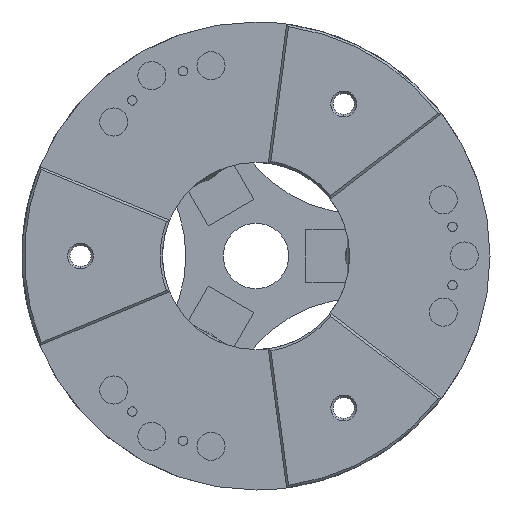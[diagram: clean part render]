
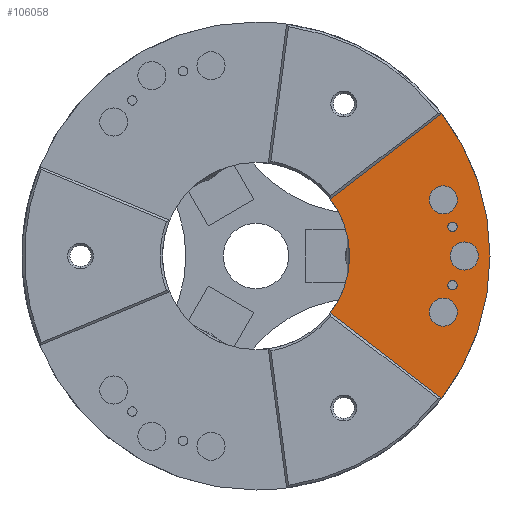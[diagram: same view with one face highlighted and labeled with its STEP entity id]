
A CAD part, front view. The second image highlights one B-rep face of the part: STEP entity #106058.
In plain terms, the highlighted planar face has unit normal (0, -1, 0).
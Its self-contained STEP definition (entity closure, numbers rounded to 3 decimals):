
#586 = FACE_OUTER_BOUND ( 'NONE', #111360, .T. ) ;
#1650 = PLANE ( 'NONE',  #14023 ) ;
#3727 = AXIS2_PLACEMENT_3D ( 'NONE', #80085, #207934, #108931 ) ;
#3759 = DIRECTION ( 'NONE',  ( 0., 0., -1. ) ) ;
#4392 = EDGE_CURVE ( 'NONE', #209036, #209539, #159178, .T. ) ;
#6195 = EDGE_CURVE ( 'NONE', #209036, #89981, #22360, .T. ) ;
#7079 = EDGE_LOOP ( 'NONE', ( #200894, #203559 ) ) ;
#14023 = AXIS2_PLACEMENT_3D ( 'NONE', #194379, #111312, #177340 ) ;
#14447 = FACE_BOUND ( 'NONE', #107781, .T. ) ;
#15229 = AXIS2_PLACEMENT_3D ( 'NONE', #209186, #128242, #33439 ) ;
#15508 = ORIENTED_EDGE ( 'NONE', *, *, #142512, .T. ) ;
#18197 = ORIENTED_EDGE ( 'NONE', *, *, #6195, .T. ) ;
#20161 = CIRCLE ( 'NONE', #139192, 1. ) ;
#22359 = DIRECTION ( 'NONE',  ( 0., 1., 0. ) ) ;
#22360 = LINE ( 'NONE', #168247, #82065 ) ;
#27388 = CARTESIAN_POINT ( 'NONE',  ( 0., 0.5, 0. ) ) ;
#27851 = ORIENTED_EDGE ( 'NONE', *, *, #111744, .T. ) ;
#30892 = CARTESIAN_POINT ( 'NONE',  ( 0., 0.5, 0. ) ) ;
#31206 = VERTEX_POINT ( 'NONE', #120172 ) ;
#32840 = CARTESIAN_POINT ( 'NONE',  ( 40., 0.5, 15. ) ) ;
#33439 = DIRECTION ( 'NONE',  ( 0., 0., -1. ) ) ;
#36449 = VERTEX_POINT ( 'NONE', #173897 ) ;
#38780 = AXIS2_PLACEMENT_3D ( 'NONE', #82414, #39482, #129336 ) ;
#39482 = DIRECTION ( 'NONE',  ( 0., 1., 0. ) ) ;
#39727 = DIRECTION ( 'NONE',  ( 0., 0., -1. ) ) ;
#41209 = AXIS2_PLACEMENT_3D ( 'NONE', #84121, #22359, #85160 ) ;
#43918 = CARTESIAN_POINT ( 'NONE',  ( 0., 0.5, 0. ) ) ;
#44246 = DIRECTION ( 'NONE',  ( 0., 1., 0. ) ) ;
#47063 = ORIENTED_EDGE ( 'NONE', *, *, #4392, .F. ) ;
#51954 = ORIENTED_EDGE ( 'NONE', *, *, #177798, .T. ) ;
#53577 = CARTESIAN_POINT ( 'NONE',  ( 42., 0.5, -6.25 ) ) ;
#54633 = DIRECTION ( 'NONE',  ( 0., 1., 0. ) ) ;
#60935 = DIRECTION ( 'NONE',  ( 0., 0., -1. ) ) ;
#64955 = VERTEX_POINT ( 'NONE', #162968 ) ;
#65468 = VERTEX_POINT ( 'NONE', #154845 ) ;
#66515 = FACE_BOUND ( 'NONE', #185531, .T. ) ;
#68011 = DIRECTION ( 'NONE',  ( 0., 1., 0. ) ) ;
#68146 = VERTEX_POINT ( 'NONE', #179629 ) ;
#68593 = CARTESIAN_POINT ( 'NONE',  ( 15.867, 0.5, -12.175 ) ) ;
#71909 = ORIENTED_EDGE ( 'NONE', *, *, #145783, .T. ) ;
#76162 = CIRCLE ( 'NONE', #38780, 3. ) ;
#77754 = EDGE_CURVE ( 'NONE', #64955, #209539, #173249, .T. ) ;
#79058 = CARTESIAN_POINT ( 'NONE',  ( 42., 0.5, 6.25 ) ) ;
#80085 = CARTESIAN_POINT ( 'NONE',  ( 42., 0.5, -6.25 ) ) ;
#81468 = DIRECTION ( 'NONE',  ( 0., 1., 0. ) ) ;
#82065 = VECTOR ( 'NONE', #118162, 1000. ) ;
#82414 = CARTESIAN_POINT ( 'NONE',  ( 44.5, 0.5, 0. ) ) ;
#83421 = ORIENTED_EDGE ( 'NONE', *, *, #77754, .T. ) ;
#84121 = CARTESIAN_POINT ( 'NONE',  ( 40., 0.5, 12. ) ) ;
#84739 = CIRCLE ( 'NONE', #162940, 3. ) ;
#85160 = DIRECTION ( 'NONE',  ( 0., 0., -1. ) ) ;
#89981 = VERTEX_POINT ( 'NONE', #108846 ) ;
#91135 = CARTESIAN_POINT ( 'NONE',  ( 42., 0.5, 6.25 ) ) ;
#92340 = ORIENTED_EDGE ( 'NONE', *, *, #135662, .T. ) ;
#95006 = AXIS2_PLACEMENT_3D ( 'NONE', #101648, #81468, #3759 ) ;
#95698 = CARTESIAN_POINT ( 'NONE',  ( 40., 0.5, 9. ) ) ;
#97931 = DIRECTION ( 'NONE',  ( 0., -1., 0. ) ) ;
#99639 = ORIENTED_EDGE ( 'NONE', *, *, #127283, .T. ) ;
#101050 = CARTESIAN_POINT ( 'NONE',  ( 42., 0.5, 5.25 ) ) ;
#101648 = CARTESIAN_POINT ( 'NONE',  ( 40., 0.5, -12. ) ) ;
#103855 = DIRECTION ( 'NONE',  ( 0., 0., -1. ) ) ;
#105300 = EDGE_CURVE ( 'NONE', #146490, #65468, #160102, .T. ) ;
#106058 = ADVANCED_FACE ( 'NONE', ( #586, #178402, #14447, #196492, #147520, #66515 ), #1650, .T. ) ;
#107676 = EDGE_CURVE ( 'NONE', #166557, #195607, #173749, .T. ) ;
#107781 = EDGE_LOOP ( 'NONE', ( #202647, #51954 ) ) ;
#108846 = CARTESIAN_POINT ( 'NONE',  ( 39.668, 0.5, -30.438 ) ) ;
#108904 = DIRECTION ( 'NONE',  ( 0., -1., 0. ) ) ;
#108931 = DIRECTION ( 'NONE',  ( 0., 0., -1. ) ) ;
#111312 = DIRECTION ( 'NONE',  ( 0., -1., 0. ) ) ;
#111360 = EDGE_LOOP ( 'NONE', ( #18197, #71909, #83421, #47063 ) ) ;
#111744 = EDGE_CURVE ( 'NONE', #68146, #144496, #117185, .T. ) ;
#114525 = EDGE_CURVE ( 'NONE', #31206, #178261, #183699, .T. ) ;
#117102 = ORIENTED_EDGE ( 'NONE', *, *, #173396, .T. ) ;
#117185 = CIRCLE ( 'NONE', #15229, 3. ) ;
#118162 = DIRECTION ( 'NONE',  ( 0.793, 0., -0.609 ) ) ;
#119819 = CARTESIAN_POINT ( 'NONE',  ( 40., 0.5, 12. ) ) ;
#120172 = CARTESIAN_POINT ( 'NONE',  ( 42., 0.5, 7.25 ) ) ;
#122054 = EDGE_LOOP ( 'NONE', ( #117102, #15508 ) ) ;
#122439 = AXIS2_PLACEMENT_3D ( 'NONE', #79058, #68011, #136187 ) ;
#122995 = VERTEX_POINT ( 'NONE', #179690 ) ;
#127283 = EDGE_CURVE ( 'NONE', #144496, #68146, #76162, .T. ) ;
#128242 = DIRECTION ( 'NONE',  ( 0., 1., 0. ) ) ;
#129336 = DIRECTION ( 'NONE',  ( 0., 0., -1. ) ) ;
#133185 = VECTOR ( 'NONE', #157293, 1000. ) ;
#135331 = AXIS2_PLACEMENT_3D ( 'NONE', #30892, #97931, #158697 ) ;
#135662 = EDGE_CURVE ( 'NONE', #195607, #166557, #84739, .T. ) ;
#136187 = DIRECTION ( 'NONE',  ( 0., 0., -1. ) ) ;
#136281 = EDGE_CURVE ( 'NONE', #65468, #146490, #20161, .T. ) ;
#137707 = DIRECTION ( 'NONE',  ( 0., 0., -1. ) ) ;
#138817 = CARTESIAN_POINT ( 'NONE',  ( 42., 0.5, -7.25 ) ) ;
#139192 = AXIS2_PLACEMENT_3D ( 'NONE', #53577, #54633, #39727 ) ;
#139195 = CARTESIAN_POINT ( 'NONE',  ( 44.5, 0.5, 3. ) ) ;
#140485 = EDGE_LOOP ( 'NONE', ( #168003, #92340 ) ) ;
#140871 = CARTESIAN_POINT ( 'NONE',  ( 15.867, 0.5, 12.175 ) ) ;
#140873 = DIRECTION ( 'NONE',  ( 0., 1., 0. ) ) ;
#142512 = EDGE_CURVE ( 'NONE', #122995, #36449, #156285, .T. ) ;
#144496 = VERTEX_POINT ( 'NONE', #139195 ) ;
#145783 = EDGE_CURVE ( 'NONE', #89981, #64955, #170388, .T. ) ;
#146490 = VERTEX_POINT ( 'NONE', #138817 ) ;
#147520 = FACE_BOUND ( 'NONE', #122054, .T. ) ;
#151000 = CIRCLE ( 'NONE', #171353, 3. ) ;
#153373 = AXIS2_PLACEMENT_3D ( 'NONE', #43918, #108904, #60935 ) ;
#154845 = CARTESIAN_POINT ( 'NONE',  ( 42., 0.5, -5.25 ) ) ;
#156285 = CIRCLE ( 'NONE', #95006, 3. ) ;
#156812 = CARTESIAN_POINT ( 'NONE',  ( 40., 0.5, -12. ) ) ;
#157293 = DIRECTION ( 'NONE',  ( -0.793, 0., -0.609 ) ) ;
#158697 = DIRECTION ( 'NONE',  ( 0., 0., -1. ) ) ;
#159178 = CIRCLE ( 'NONE', #135331, 20. ) ;
#160102 = CIRCLE ( 'NONE', #3727, 1. ) ;
#162276 = AXIS2_PLACEMENT_3D ( 'NONE', #91135, #44246, #173129 ) ;
#162940 = AXIS2_PLACEMENT_3D ( 'NONE', #119819, #197628, #103855 ) ;
#162968 = CARTESIAN_POINT ( 'NONE',  ( 39.668, 0.5, 30.438 ) ) ;
#166557 = VERTEX_POINT ( 'NONE', #95698 ) ;
#168003 = ORIENTED_EDGE ( 'NONE', *, *, #107676, .T. ) ;
#168247 = CARTESIAN_POINT ( 'NONE',  ( 0., 0.5, 0. ) ) ;
#170388 = CIRCLE ( 'NONE', #153373, 50. ) ;
#171353 = AXIS2_PLACEMENT_3D ( 'NONE', #156812, #140873, #137707 ) ;
#173129 = DIRECTION ( 'NONE',  ( 0., 0., -1. ) ) ;
#173249 = LINE ( 'NONE', #27388, #133185 ) ;
#173396 = EDGE_CURVE ( 'NONE', #36449, #122995, #151000, .T. ) ;
#173749 = CIRCLE ( 'NONE', #41209, 3. ) ;
#173897 = CARTESIAN_POINT ( 'NONE',  ( 40., 0.5, -15. ) ) ;
#177340 = DIRECTION ( 'NONE',  ( 0., 0., -1. ) ) ;
#177798 = EDGE_CURVE ( 'NONE', #178261, #31206, #199660, .T. ) ;
#178261 = VERTEX_POINT ( 'NONE', #101050 ) ;
#178402 = FACE_BOUND ( 'NONE', #7079, .T. ) ;
#179629 = CARTESIAN_POINT ( 'NONE',  ( 44.5, 0.5, -3. ) ) ;
#179690 = CARTESIAN_POINT ( 'NONE',  ( 40., 0.5, -9. ) ) ;
#183699 = CIRCLE ( 'NONE', #122439, 1. ) ;
#185531 = EDGE_LOOP ( 'NONE', ( #27851, #99639 ) ) ;
#194379 = CARTESIAN_POINT ( 'NONE',  ( 0., 0.5, 0. ) ) ;
#195607 = VERTEX_POINT ( 'NONE', #32840 ) ;
#196492 = FACE_BOUND ( 'NONE', #140485, .T. ) ;
#197628 = DIRECTION ( 'NONE',  ( 0., 1., 0. ) ) ;
#199660 = CIRCLE ( 'NONE', #162276, 1. ) ;
#200894 = ORIENTED_EDGE ( 'NONE', *, *, #136281, .T. ) ;
#202647 = ORIENTED_EDGE ( 'NONE', *, *, #114525, .T. ) ;
#203559 = ORIENTED_EDGE ( 'NONE', *, *, #105300, .T. ) ;
#207934 = DIRECTION ( 'NONE',  ( 0., 1., 0. ) ) ;
#209036 = VERTEX_POINT ( 'NONE', #68593 ) ;
#209186 = CARTESIAN_POINT ( 'NONE',  ( 44.5, 0.5, 0. ) ) ;
#209539 = VERTEX_POINT ( 'NONE', #140871 ) ;
